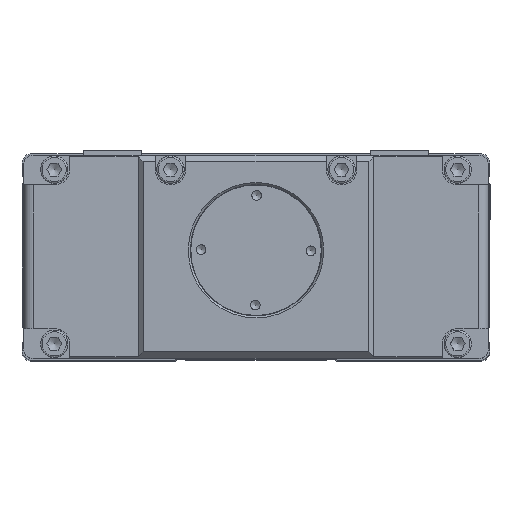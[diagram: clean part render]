
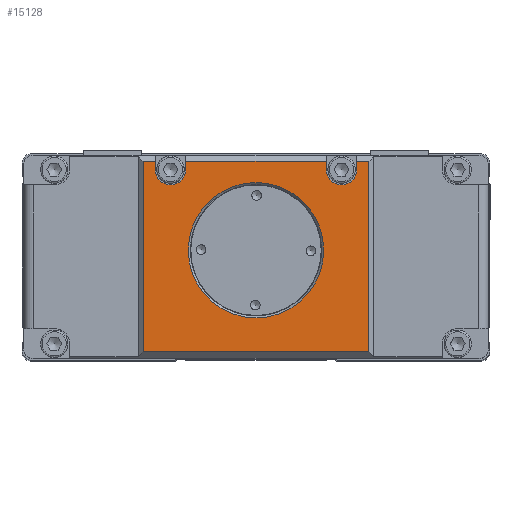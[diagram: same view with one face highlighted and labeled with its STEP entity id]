
A CAD part, top view. The second image highlights one B-rep face of the part: STEP entity #15128.
In plain terms, the highlighted face is planar.
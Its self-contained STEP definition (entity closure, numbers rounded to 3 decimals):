
#14988=CARTESIAN_POINT('',(-31.25,29.319,-45.));
#14989=VERTEX_POINT('',#14988);
#14996=CARTESIAN_POINT('',(-35.,29.319,-45.));
#14997=VERTEX_POINT('',#14996);
#14998=CARTESIAN_POINT('',(-31.25,29.319,-45.));
#14999=DIRECTION('',(-1.0,0.0,0.0));
#15000=VECTOR('',#14999,3.75);
#15001=LINE('',#14998,#15000);
#15002=EDGE_CURVE('',#14989,#14997,#15001,.T.);
#15021=CARTESIAN_POINT('',(-35.,-0.181,-45.));
#15022=DIRECTION('',(0.0,0.0,-1.0));
#15023=DIRECTION('',(0.0,-1.0,0.0));
#15024=AXIS2_PLACEMENT_3D('',#15021,#15022,#15023);
#15025=PLANE('',#15024);
#15026=ORIENTED_EDGE('',*,*,#15002,.F.);
#15027=CARTESIAN_POINT('',(-31.25,26.819,-45.));
#15028=VERTEX_POINT('',#15027);
#15029=CARTESIAN_POINT('',(-31.25,29.319,-45.));
#15030=DIRECTION('',(0.0,-1.0,0.0));
#15031=VECTOR('',#15030,2.5);
#15032=LINE('',#15029,#15031);
#15033=EDGE_CURVE('',#14989,#15028,#15032,.T.);
#15034=ORIENTED_EDGE('',*,*,#15033,.T.);
#15035=CARTESIAN_POINT('',(-21.75,26.819,-45.));
#15036=VERTEX_POINT('',#15035);
#15037=CARTESIAN_POINT('',(-26.5,26.819,-45.));
#15038=DIRECTION('',(0.0,0.0,1.0));
#15039=DIRECTION('',(-1.0,0.0,0.0));
#15040=AXIS2_PLACEMENT_3D('',#15037,#15038,#15039);
#15041=CIRCLE('',#15040,4.75);
#15042=EDGE_CURVE('',#15028,#15036,#15041,.T.);
#15043=ORIENTED_EDGE('',*,*,#15042,.T.);
#15044=CARTESIAN_POINT('',(-21.75,29.319,-45.));
#15045=VERTEX_POINT('',#15044);
#15046=CARTESIAN_POINT('',(-21.75,26.819,-45.));
#15047=DIRECTION('',(0.0,1.0,0.0));
#15048=VECTOR('',#15047,2.5);
#15049=LINE('',#15046,#15048);
#15050=EDGE_CURVE('',#15036,#15045,#15049,.T.);
#15051=ORIENTED_EDGE('',*,*,#15050,.T.);
#15052=CARTESIAN_POINT('',(21.75,29.319,-45.));
#15053=VERTEX_POINT('',#15052);
#15054=CARTESIAN_POINT('',(21.75,29.319,-45.));
#15055=DIRECTION('',(-1.0,0.0,0.0));
#15056=VECTOR('',#15055,43.5);
#15057=LINE('',#15054,#15056);
#15058=EDGE_CURVE('',#15053,#15045,#15057,.T.);
#15059=ORIENTED_EDGE('',*,*,#15058,.F.);
#15060=CARTESIAN_POINT('',(21.75,26.819,-45.));
#15061=VERTEX_POINT('',#15060);
#15062=CARTESIAN_POINT('',(21.75,29.319,-45.));
#15063=DIRECTION('',(0.0,-1.0,0.0));
#15064=VECTOR('',#15063,2.5);
#15065=LINE('',#15062,#15064);
#15066=EDGE_CURVE('',#15053,#15061,#15065,.T.);
#15067=ORIENTED_EDGE('',*,*,#15066,.T.);
#15068=CARTESIAN_POINT('',(31.25,26.819,-45.));
#15069=VERTEX_POINT('',#15068);
#15070=CARTESIAN_POINT('',(26.5,26.819,-45.));
#15071=DIRECTION('',(0.0,0.0,1.0));
#15072=DIRECTION('',(-1.0,0.0,0.0));
#15073=AXIS2_PLACEMENT_3D('',#15070,#15071,#15072);
#15074=CIRCLE('',#15073,4.75);
#15075=EDGE_CURVE('',#15061,#15069,#15074,.T.);
#15076=ORIENTED_EDGE('',*,*,#15075,.T.);
#15077=CARTESIAN_POINT('',(31.25,29.319,-45.));
#15078=VERTEX_POINT('',#15077);
#15079=CARTESIAN_POINT('',(31.25,26.819,-45.));
#15080=DIRECTION('',(0.0,1.0,0.0));
#15081=VECTOR('',#15080,2.5);
#15082=LINE('',#15079,#15081);
#15083=EDGE_CURVE('',#15069,#15078,#15082,.T.);
#15084=ORIENTED_EDGE('',*,*,#15083,.T.);
#15085=CARTESIAN_POINT('',(35.,29.319,-45.));
#15086=VERTEX_POINT('',#15085);
#15087=CARTESIAN_POINT('',(35.,29.319,-45.));
#15088=DIRECTION('',(-1.0,0.0,0.0));
#15089=VECTOR('',#15088,3.75);
#15090=LINE('',#15087,#15089);
#15091=EDGE_CURVE('',#15086,#15078,#15090,.T.);
#15092=ORIENTED_EDGE('',*,*,#15091,.F.);
#15093=CARTESIAN_POINT('',(35.,-29.681,-45.));
#15094=VERTEX_POINT('',#15093);
#15095=CARTESIAN_POINT('',(35.,-29.681,-45.));
#15096=DIRECTION('',(0.0,1.0,0.0));
#15097=VECTOR('',#15096,59.0);
#15098=LINE('',#15095,#15097);
#15099=EDGE_CURVE('',#15094,#15086,#15098,.T.);
#15100=ORIENTED_EDGE('',*,*,#15099,.F.);
#15101=CARTESIAN_POINT('',(-35.,-29.681,-45.));
#15102=VERTEX_POINT('',#15101);
#15103=CARTESIAN_POINT('',(-35.,-29.681,-45.));
#15104=DIRECTION('',(1.0,0.0,0.0));
#15105=VECTOR('',#15104,70.0);
#15106=LINE('',#15103,#15105);
#15107=EDGE_CURVE('',#15102,#15094,#15106,.T.);
#15108=ORIENTED_EDGE('',*,*,#15107,.F.);
#15109=CARTESIAN_POINT('',(-35.,-29.681,-45.));
#15110=DIRECTION('',(0.0,1.0,0.0));
#15111=VECTOR('',#15110,59.0);
#15112=LINE('',#15109,#15111);
#15113=EDGE_CURVE('',#15102,#14997,#15112,.T.);
#15114=ORIENTED_EDGE('',*,*,#15113,.T.);
#15115=EDGE_LOOP('',(#15026,#15034,#15043,#15051,#15059,#15067,#15076,#15084,#15092,#15100,#15108,#15114));
#15116=FACE_OUTER_BOUND('',#15115,.T.);
#15117=CARTESIAN_POINT('',(-20.988,1.819,-45.));
#15118=VERTEX_POINT('',#15117);
#15119=CARTESIAN_POINT('',(0.,1.819,-45.));
#15120=DIRECTION('',(0.0,0.0,-1.0));
#15121=DIRECTION('',(1.0,0.0,0.0));
#15122=AXIS2_PLACEMENT_3D('',#15119,#15120,#15121);
#15123=CIRCLE('',#15122,20.988);
#15124=EDGE_CURVE('',#15118,#15118,#15123,.T.);
#15125=ORIENTED_EDGE('',*,*,#15124,.F.);
#15126=EDGE_LOOP('',(#15125));
#15127=FACE_BOUND('',#15126,.T.);
#15128=ADVANCED_FACE('',(#15116,#15127),#15025,.T.);
